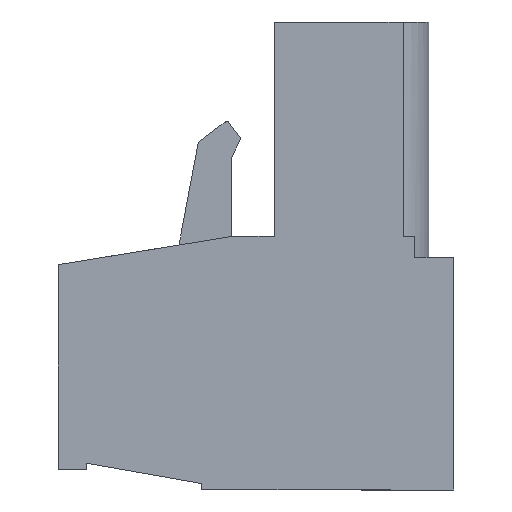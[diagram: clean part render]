
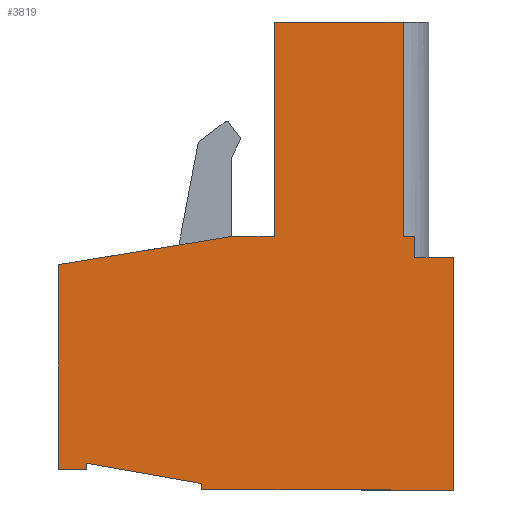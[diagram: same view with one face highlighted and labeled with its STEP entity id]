
A CAD part, left-side view. The second image highlights one B-rep face of the part: STEP entity #3819.
In plain terms, the highlighted planar face has unit normal (-1, 0, 0).
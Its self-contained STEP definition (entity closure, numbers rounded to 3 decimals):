
#10 = CARTESIAN_POINT ( 'NONE',  ( 0., 14.24, -8.2 ) ) ;
#38 = DIRECTION ( 'NONE',  ( 0., 0., -1. ) ) ;
#45 = CARTESIAN_POINT ( 'NONE',  ( 0., 6.96, 9.15 ) ) ;
#58 = VERTEX_POINT ( 'NONE', #1657 ) ;
#142 = CARTESIAN_POINT ( 'NONE',  ( 0., 6.96, 0.85 ) ) ;
#227 = DIRECTION ( 'NONE',  ( 0., 1., 0. ) ) ;
#231 = CARTESIAN_POINT ( 'NONE',  ( 0., 14.24, -7.96 ) ) ;
#253 = LINE ( 'NONE', #3934, #365 ) ;
#261 = VERTEX_POINT ( 'NONE', #1972 ) ;
#297 = CARTESIAN_POINT ( 'NONE',  ( 0., 9.77, -8.75 ) ) ;
#365 = VECTOR ( 'NONE', #3686, 1000. ) ;
#447 = LINE ( 'NONE', #875, #2824 ) ;
#529 = EDGE_CURVE ( 'NONE', #1697, #261, #1837, .T. ) ;
#581 = ORIENTED_EDGE ( 'NONE', *, *, #2988, .F. ) ;
#605 = DIRECTION ( 'NONE',  ( 0., 0., -1. ) ) ;
#648 = VERTEX_POINT ( 'NONE', #779 ) ;
#665 = VECTOR ( 'NONE', #1659, 1000. ) ;
#676 = EDGE_CURVE ( 'NONE', #2899, #3375, #3712, .T. ) ;
#685 = EDGE_LOOP ( 'NONE', ( #2158, #3087, #3812, #1041, #3967, #2016, #3754, #4149, #2213, #581, #2045, #2449, #2921, #900, #1945 ) ) ;
#686 = EDGE_CURVE ( 'NONE', #3545, #3805, #1997, .T. ) ;
#705 = AXIS2_PLACEMENT_3D ( 'NONE', #1235, #4164, #2234 ) ;
#706 = EDGE_CURVE ( 'NONE', #3679, #889, #253, .T. ) ;
#711 = CARTESIAN_POINT ( 'NONE',  ( 0., 9.77, -9. ) ) ;
#761 = CARTESIAN_POINT ( 'NONE',  ( 0., 15.33, -8.2 ) ) ;
#779 = CARTESIAN_POINT ( 'NONE',  ( 0., 0., 0. ) ) ;
#814 = CARTESIAN_POINT ( 'NONE',  ( 0., 14.24, -7.96 ) ) ;
#855 = VECTOR ( 'NONE', #227, 1000. ) ;
#861 = EDGE_CURVE ( 'NONE', #2140, #3545, #3855, .T. ) ;
#875 = CARTESIAN_POINT ( 'NONE',  ( 0., 15.33, -0.26 ) ) ;
#889 = VERTEX_POINT ( 'NONE', #1873 ) ;
#900 = ORIENTED_EDGE ( 'NONE', *, *, #1185, .F. ) ;
#961 = CARTESIAN_POINT ( 'NONE',  ( 0., 0., 0. ) ) ;
#963 = LINE ( 'NONE', #10, #855 ) ;
#1041 = ORIENTED_EDGE ( 'NONE', *, *, #3577, .F. ) ;
#1104 = VECTOR ( 'NONE', #38, 1000. ) ;
#1182 = CARTESIAN_POINT ( 'NONE',  ( 0., 0., -9. ) ) ;
#1185 = EDGE_CURVE ( 'NONE', #58, #2159, #1879, .T. ) ;
#1217 = CARTESIAN_POINT ( 'NONE',  ( 0., 6.96, 0.85 ) ) ;
#1234 = DIRECTION ( 'NONE',  ( 0., 0., 1. ) ) ;
#1235 = CARTESIAN_POINT ( 'NONE',  ( 0., 0., 0. ) ) ;
#1237 = EDGE_CURVE ( 'NONE', #3319, #2899, #3416, .T. ) ;
#1255 = VECTOR ( 'NONE', #1450, 1000. ) ;
#1311 = VECTOR ( 'NONE', #3408, 1000. ) ;
#1350 = DIRECTION ( 'NONE',  ( 0., -1., 0. ) ) ;
#1401 = DIRECTION ( 'NONE',  ( 0., -1., 0. ) ) ;
#1413 = EDGE_CURVE ( 'NONE', #261, #648, #3456, .T. ) ;
#1450 = DIRECTION ( 'NONE',  ( 0., 0.985, 0.174 ) ) ;
#1556 = EDGE_CURVE ( 'NONE', #889, #3530, #447, .T. ) ;
#1572 = PLANE ( 'NONE',  #705 ) ;
#1643 = CARTESIAN_POINT ( 'NONE',  ( 0., 1.96, 0.85 ) ) ;
#1657 = CARTESIAN_POINT ( 'NONE',  ( 0., 0., -9. ) ) ;
#1659 = DIRECTION ( 'NONE',  ( 0., -1., 0. ) ) ;
#1697 = VERTEX_POINT ( 'NONE', #3594 ) ;
#1809 = EDGE_CURVE ( 'NONE', #3899, #1697, #3174, .T. ) ;
#1837 = LINE ( 'NONE', #4101, #3566 ) ;
#1873 = CARTESIAN_POINT ( 'NONE',  ( 0., 15.33, -0.26 ) ) ;
#1879 = LINE ( 'NONE', #1182, #2650 ) ;
#1881 = VECTOR ( 'NONE', #2198, 1000. ) ;
#1945 = ORIENTED_EDGE ( 'NONE', *, *, #2873, .F. ) ;
#1972 = CARTESIAN_POINT ( 'NONE',  ( 0., 1.51, 0. ) ) ;
#1997 = LINE ( 'NONE', #231, #1104 ) ;
#2016 = ORIENTED_EDGE ( 'NONE', *, *, #1237, .F. ) ;
#2045 = ORIENTED_EDGE ( 'NONE', *, *, #686, .F. ) ;
#2113 = CARTESIAN_POINT ( 'NONE',  ( 0., 1.96, 9.15 ) ) ;
#2140 = VERTEX_POINT ( 'NONE', #297 ) ;
#2158 = ORIENTED_EDGE ( 'NONE', *, *, #1413, .F. ) ;
#2159 = VERTEX_POINT ( 'NONE', #2223 ) ;
#2198 = DIRECTION ( 'NONE',  ( 0., -1., 0. ) ) ;
#2213 = ORIENTED_EDGE ( 'NONE', *, *, #706, .F. ) ;
#2214 = CARTESIAN_POINT ( 'NONE',  ( 0., 8.49, 0.85 ) ) ;
#2223 = CARTESIAN_POINT ( 'NONE',  ( 0., 9.77, -9. ) ) ;
#2234 = DIRECTION ( 'NONE',  ( 0., 0., -1. ) ) ;
#2289 = CARTESIAN_POINT ( 'NONE',  ( 0., 1.51, 0. ) ) ;
#2358 = LINE ( 'NONE', #961, #3864 ) ;
#2377 = CARTESIAN_POINT ( 'NONE',  ( 0., 9.77, -8.75 ) ) ;
#2449 = ORIENTED_EDGE ( 'NONE', *, *, #861, .F. ) ;
#2497 = FACE_OUTER_BOUND ( 'NONE', #685, .T. ) ;
#2650 = VECTOR ( 'NONE', #3249, 1000. ) ;
#2655 = LINE ( 'NONE', #2214, #1881 ) ;
#2824 = VECTOR ( 'NONE', #3958, 1000. ) ;
#2851 = CARTESIAN_POINT ( 'NONE',  ( 0., 6.96, 9.15 ) ) ;
#2873 = EDGE_CURVE ( 'NONE', #648, #58, #2358, .T. ) ;
#2899 = VERTEX_POINT ( 'NONE', #45 ) ;
#2921 = ORIENTED_EDGE ( 'NONE', *, *, #3085, .F. ) ;
#2988 = EDGE_CURVE ( 'NONE', #3805, #3679, #963, .T. ) ;
#3028 = CARTESIAN_POINT ( 'NONE',  ( 0., 1.96, 0.85 ) ) ;
#3085 = EDGE_CURVE ( 'NONE', #2159, #2140, #4013, .T. ) ;
#3087 = ORIENTED_EDGE ( 'NONE', *, *, #529, .F. ) ;
#3160 = VECTOR ( 'NONE', #4132, 1000. ) ;
#3174 = LINE ( 'NONE', #3028, #665 ) ;
#3199 = CARTESIAN_POINT ( 'NONE',  ( 0., 14.24, -8.2 ) ) ;
#3249 = DIRECTION ( 'NONE',  ( 0., 1., 0. ) ) ;
#3319 = VERTEX_POINT ( 'NONE', #1217 ) ;
#3375 = VERTEX_POINT ( 'NONE', #2113 ) ;
#3408 = DIRECTION ( 'NONE',  ( 0., 0., -1. ) ) ;
#3416 = LINE ( 'NONE', #142, #4145 ) ;
#3449 = CARTESIAN_POINT ( 'NONE',  ( 0., 1.96, 9.15 ) ) ;
#3456 = LINE ( 'NONE', #2289, #3656 ) ;
#3461 = CARTESIAN_POINT ( 'NONE',  ( 0., 8.49, 0.85 ) ) ;
#3530 = VERTEX_POINT ( 'NONE', #3461 ) ;
#3545 = VERTEX_POINT ( 'NONE', #814 ) ;
#3566 = VECTOR ( 'NONE', #3944, 1000. ) ;
#3577 = EDGE_CURVE ( 'NONE', #3375, #3899, #4009, .T. ) ;
#3594 = CARTESIAN_POINT ( 'NONE',  ( 0., 1.51, 0.85 ) ) ;
#3609 = EDGE_CURVE ( 'NONE', #3530, #3319, #2655, .T. ) ;
#3656 = VECTOR ( 'NONE', #1350, 1000. ) ;
#3679 = VERTEX_POINT ( 'NONE', #761 ) ;
#3686 = DIRECTION ( 'NONE',  ( 0., 0., 1. ) ) ;
#3712 = LINE ( 'NONE', #2851, #3809 ) ;
#3754 = ORIENTED_EDGE ( 'NONE', *, *, #3609, .F. ) ;
#3805 = VERTEX_POINT ( 'NONE', #3199 ) ;
#3809 = VECTOR ( 'NONE', #1401, 1000. ) ;
#3812 = ORIENTED_EDGE ( 'NONE', *, *, #1809, .F. ) ;
#3819 = ADVANCED_FACE ( 'NONE', ( #2497 ), #1572, .F. ) ;
#3855 = LINE ( 'NONE', #2377, #1255 ) ;
#3864 = VECTOR ( 'NONE', #605, 1000. ) ;
#3899 = VERTEX_POINT ( 'NONE', #1643 ) ;
#3934 = CARTESIAN_POINT ( 'NONE',  ( 0., 15.33, -8.2 ) ) ;
#3944 = DIRECTION ( 'NONE',  ( 0., 0., -1. ) ) ;
#3958 = DIRECTION ( 'NONE',  ( 0., -0.987, 0.16 ) ) ;
#3967 = ORIENTED_EDGE ( 'NONE', *, *, #676, .F. ) ;
#4009 = LINE ( 'NONE', #3449, #1311 ) ;
#4013 = LINE ( 'NONE', #711, #3160 ) ;
#4101 = CARTESIAN_POINT ( 'NONE',  ( 0., 1.51, 0.85 ) ) ;
#4132 = DIRECTION ( 'NONE',  ( 0., 0., 1. ) ) ;
#4145 = VECTOR ( 'NONE', #1234, 1000. ) ;
#4149 = ORIENTED_EDGE ( 'NONE', *, *, #1556, .F. ) ;
#4164 = DIRECTION ( 'NONE',  ( 1., 0., 0. ) ) ;
